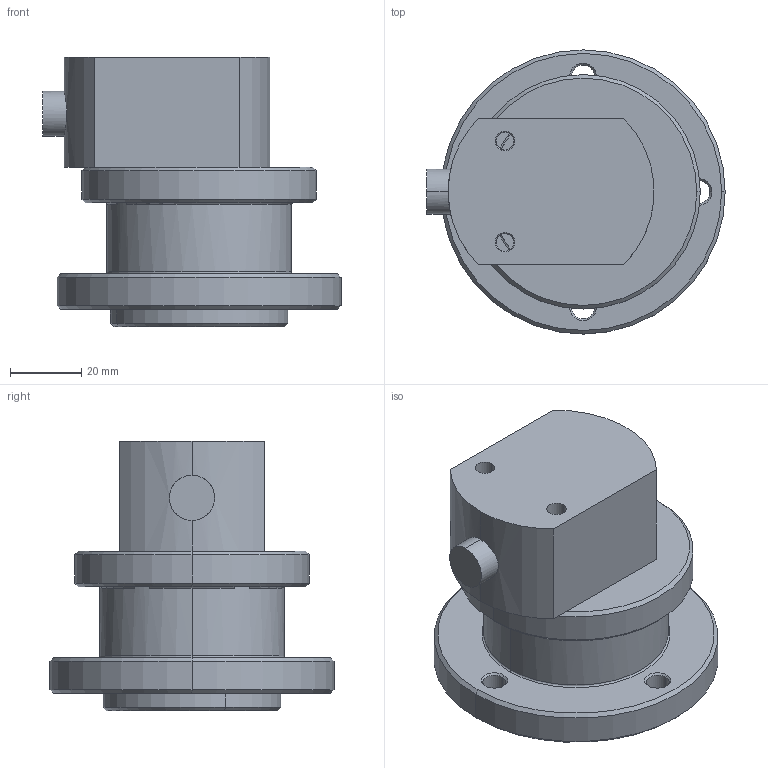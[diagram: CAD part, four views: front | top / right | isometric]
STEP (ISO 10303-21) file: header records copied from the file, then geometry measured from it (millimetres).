
FILE_DESCRIPTION (( 'STEP AP214' ), '1' );
FILE_NAME ('AxialLoading.STEP', '2022-02-24T20:44:48', ( '' ), ( '' ), 'SwSTEP 2.0', 'SolidWorks 2021', '' );
FILE_SCHEMA (( 'AUTOMOTIVE_DESIGN' ));
Length unit declared in the file: millimetre
Products named in the file (4): cylinder; AxialLoading; AL_Piston; AL_Housing
Assembly tree (3 placements, depth 2):
  AxialLoading
    AL_Housing
    cylinder
    AL_Piston
Bounding box: 84 x 80 x 76 mm (x, y, z)
Volume: 167951.9 mm3; surface area: 46459.8 mm2
Topology: 3 solids, 3 shells, 130 faces, 286 edges, 169 vertices
Faces by surface type: cone 48, cylinder 45, plane 20, torus 17
Entity records: 3867 total; most frequent: DIRECTION 728, CARTESIAN_POINT 694, ORIENTED_EDGE 572, AXIS2_PLACEMENT_3D 312, EDGE_CURVE 286, CIRCLE 176, VERTEX_POINT 169, EDGE_LOOP 155
